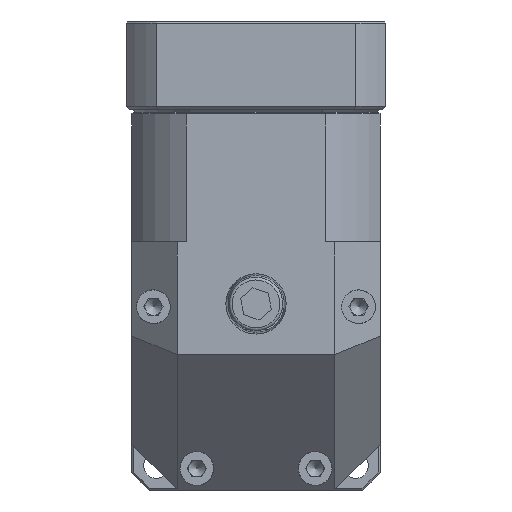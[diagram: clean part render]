
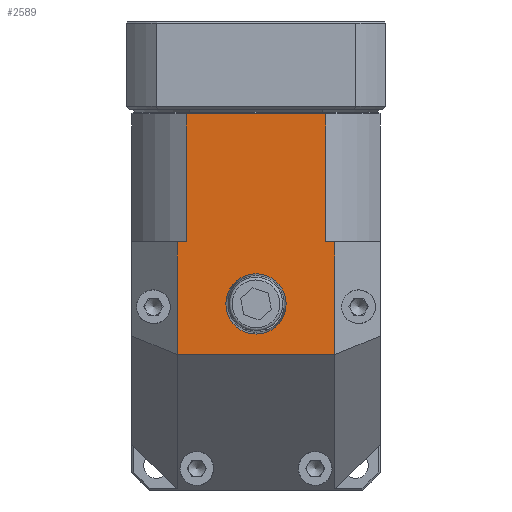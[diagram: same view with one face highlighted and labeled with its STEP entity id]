
A CAD part, front view. The second image highlights one B-rep face of the part: STEP entity #2589.
In plain terms, the highlighted planar face has unit normal (0, -1, 0).
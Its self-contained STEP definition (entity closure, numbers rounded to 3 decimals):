
#178=CARTESIAN_POINT('',(0.0,-22.0,5.657));
#179=VERTEX_POINT('',#178);
#180=CARTESIAN_POINT('',(0.0,-22.0,11.));
#181=DIRECTION('',(0.0,-1.0,0.0));
#182=DIRECTION('',(0.0,0.0,-1.0));
#183=AXIS2_PLACEMENT_3D('',#180,#181,#182);
#184=CIRCLE('',#183,5.343);
#185=EDGE_CURVE('',#179,#179,#184,.T.);
#2515=CARTESIAN_POINT('',(-22.0,-22.,45.));
#2516=DIRECTION('',(0.0,-1.0,0.0));
#2517=DIRECTION('',(0.0,0.0,-1.0));
#2518=AXIS2_PLACEMENT_3D('',#2515,#2516,#2517);
#2519=PLANE('',#2518);
#2520=CARTESIAN_POINT('',(12.392,-22.0,22.));
#2521=VERTEX_POINT('',#2520);
#2522=CARTESIAN_POINT('',(12.392,-22.0,44.7));
#2523=VERTEX_POINT('',#2522);
#2524=CARTESIAN_POINT('',(12.392,-22.0,22.));
#2525=DIRECTION('',(0.0,0.0,1.0));
#2526=VECTOR('',#2525,22.7);
#2527=LINE('',#2524,#2526);
#2528=EDGE_CURVE('',#2521,#2523,#2527,.T.);
#2529=ORIENTED_EDGE('',*,*,#2528,.T.);
#2530=CARTESIAN_POINT('',(-12.392,-22.0,44.7));
#2531=VERTEX_POINT('',#2530);
#2532=CARTESIAN_POINT('',(12.392,-22.,44.7));
#2533=DIRECTION('',(-1.0,0.0,0.0));
#2534=VECTOR('',#2533,24.784);
#2535=LINE('',#2532,#2534);
#2536=EDGE_CURVE('',#2523,#2531,#2535,.T.);
#2537=ORIENTED_EDGE('',*,*,#2536,.T.);
#2538=CARTESIAN_POINT('',(-12.392,-22.0,22.));
#2539=VERTEX_POINT('',#2538);
#2540=CARTESIAN_POINT('',(-12.392,-22.0,22.));
#2541=DIRECTION('',(0.0,0.0,1.0));
#2542=VECTOR('',#2541,22.7);
#2543=LINE('',#2540,#2542);
#2544=EDGE_CURVE('',#2539,#2531,#2543,.T.);
#2545=ORIENTED_EDGE('',*,*,#2544,.F.);
#2546=CARTESIAN_POINT('',(-14.,-22.,22.));
#2547=VERTEX_POINT('',#2546);
#2548=CARTESIAN_POINT('',(-12.392,-22.0,22.));
#2549=DIRECTION('',(-1.0,0.0,0.0));
#2550=VECTOR('',#2549,1.608);
#2551=LINE('',#2548,#2550);
#2552=EDGE_CURVE('',#2539,#2547,#2551,.T.);
#2553=ORIENTED_EDGE('',*,*,#2552,.T.);
#2554=CARTESIAN_POINT('',(-14.,-22.0,2.));
#2555=VERTEX_POINT('',#2554);
#2556=CARTESIAN_POINT('',(-14.,-22.0,22.));
#2557=DIRECTION('',(0.0,0.0,-1.0));
#2558=VECTOR('',#2557,20.);
#2559=LINE('',#2556,#2558);
#2560=EDGE_CURVE('',#2547,#2555,#2559,.T.);
#2561=ORIENTED_EDGE('',*,*,#2560,.T.);
#2562=CARTESIAN_POINT('',(14.,-22.0,2.));
#2563=VERTEX_POINT('',#2562);
#2564=CARTESIAN_POINT('',(-14.,-22.0,2.));
#2565=DIRECTION('',(1.0,0.0,0.0));
#2566=VECTOR('',#2565,28.);
#2567=LINE('',#2564,#2566);
#2568=EDGE_CURVE('',#2555,#2563,#2567,.T.);
#2569=ORIENTED_EDGE('',*,*,#2568,.T.);
#2570=CARTESIAN_POINT('',(14.,-22.,22.));
#2571=VERTEX_POINT('',#2570);
#2572=CARTESIAN_POINT('',(14.,-22.,2.));
#2573=DIRECTION('',(0.0,0.0,1.0));
#2574=VECTOR('',#2573,20.);
#2575=LINE('',#2572,#2574);
#2576=EDGE_CURVE('',#2563,#2571,#2575,.T.);
#2577=ORIENTED_EDGE('',*,*,#2576,.T.);
#2578=CARTESIAN_POINT('',(14.,-22.0,22.));
#2579=DIRECTION('',(-1.0,0.0,0.0));
#2580=VECTOR('',#2579,1.608);
#2581=LINE('',#2578,#2580);
#2582=EDGE_CURVE('',#2571,#2521,#2581,.T.);
#2583=ORIENTED_EDGE('',*,*,#2582,.T.);
#2584=EDGE_LOOP('',(#2529,#2537,#2545,#2553,#2561,#2569,#2577,#2583));
#2585=FACE_OUTER_BOUND('',#2584,.T.);
#2586=ORIENTED_EDGE('',*,*,#185,.F.);
#2587=EDGE_LOOP('',(#2586));
#2588=FACE_BOUND('',#2587,.T.);
#2589=ADVANCED_FACE('',(#2585,#2588),#2519,.T.);
